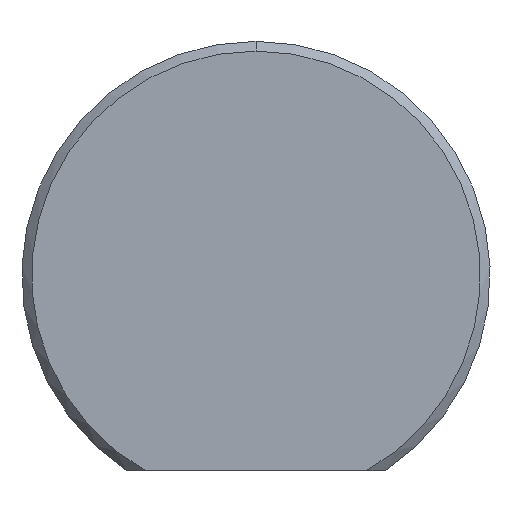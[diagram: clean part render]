
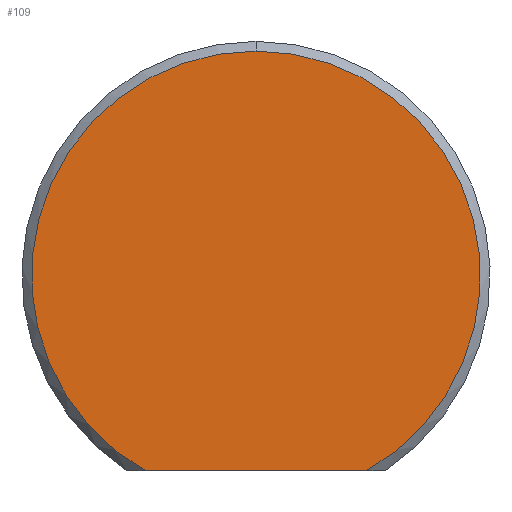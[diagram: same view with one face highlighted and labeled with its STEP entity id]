
A CAD part, front view. The second image highlights one B-rep face of the part: STEP entity #109.
In plain terms, the highlighted planar face has unit normal (0, -1, 0).
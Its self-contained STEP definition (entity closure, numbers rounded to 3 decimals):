
#7 = DIRECTION ( 'NONE',  ( 0., 0., 1. ) ) ;
#9 = EDGE_LOOP ( 'NONE', ( #65, #117, #280 ) ) ;
#19 = AXIS2_PLACEMENT_3D ( 'NONE', #152, #40, #210 ) ;
#40 = DIRECTION ( 'NONE',  ( 0., -1., 0. ) ) ;
#48 = AXIS2_PLACEMENT_3D ( 'NONE', #230, #74, #7 ) ;
#55 = CARTESIAN_POINT ( 'NONE',  ( 1.42, 0., -2.5 ) ) ;
#64 = CARTESIAN_POINT ( 'NONE',  ( 0., 0., 0. ) ) ;
#65 = ORIENTED_EDGE ( 'NONE', *, *, #176, .T. ) ;
#67 = VERTEX_POINT ( 'NONE', #55 ) ;
#74 = DIRECTION ( 'NONE',  ( 0., -1., 0. ) ) ;
#84 = DIRECTION ( 'NONE',  ( 0., 0., 1. ) ) ;
#90 = LINE ( 'NONE', #236, #115 ) ;
#91 = EDGE_CURVE ( 'NONE', #256, #135, #273, .T. ) ;
#95 = AXIS2_PLACEMENT_3D ( 'NONE', #64, #211, #84 ) ;
#109 = ADVANCED_FACE ( 'NONE', ( #197 ), #190, .F. ) ;
#115 = VECTOR ( 'NONE', #249, 1000. ) ;
#117 = ORIENTED_EDGE ( 'NONE', *, *, #178, .T. ) ;
#129 = CARTESIAN_POINT ( 'NONE',  ( -1.42, 0., -2.5 ) ) ;
#135 = VERTEX_POINT ( 'NONE', #129 ) ;
#152 = CARTESIAN_POINT ( 'NONE',  ( 0., 0., 0. ) ) ;
#155 = CIRCLE ( 'NONE', #48, 2.875 ) ;
#162 = CARTESIAN_POINT ( 'NONE',  ( 0., 0., 2.875 ) ) ;
#176 = EDGE_CURVE ( 'NONE', #135, #67, #90, .T. ) ;
#178 = EDGE_CURVE ( 'NONE', #67, #256, #155, .T. ) ;
#190 = PLANE ( 'NONE',  #95 ) ;
#197 = FACE_OUTER_BOUND ( 'NONE', #9, .T. ) ;
#210 = DIRECTION ( 'NONE',  ( 0., 0., 1. ) ) ;
#211 = DIRECTION ( 'NONE',  ( 0., 1., 0. ) ) ;
#230 = CARTESIAN_POINT ( 'NONE',  ( 0., 0., 0. ) ) ;
#236 = CARTESIAN_POINT ( 'NONE',  ( 0., 0., -2.5 ) ) ;
#249 = DIRECTION ( 'NONE',  ( 1., 0., 0. ) ) ;
#256 = VERTEX_POINT ( 'NONE', #162 ) ;
#273 = CIRCLE ( 'NONE', #19, 2.875 ) ;
#280 = ORIENTED_EDGE ( 'NONE', *, *, #91, .T. ) ;
